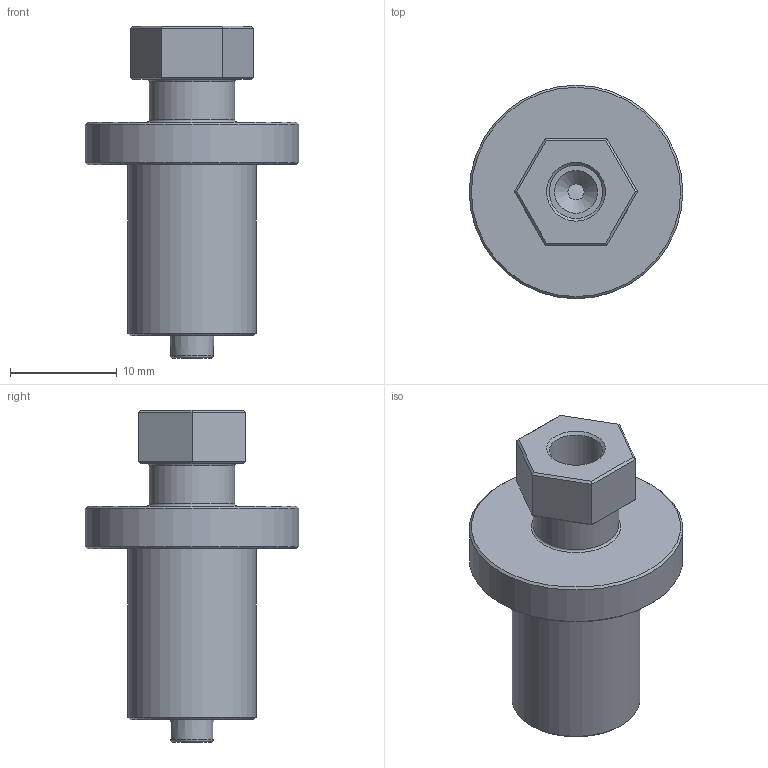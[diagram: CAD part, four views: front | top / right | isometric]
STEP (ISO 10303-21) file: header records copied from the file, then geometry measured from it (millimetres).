
FILE_DESCRIPTION((''),'1');
FILE_NAME('SolidModel-Fig-7.stp', '2015-08-18T01:30:06',(''), (''), 'KCM Version 1.1.477.0', 'Kubotek KeyCreator', '');
FILE_SCHEMA(('AUTOMOTIVE_DESIGN'));
Length unit declared in the file: millimetre
Bounding box: 20 x 20 x 31.1 mm (x, y, z)
Volume: 3504.5 mm3; surface area: 3172.4 mm2
Topology: 2 solids, 2 shells, 64 faces, 144 edges, 89 vertices
Faces by surface type: plane 28, cylinder 23, cone 6, bspline 4, torus 3
Full cylindrical faces by diameter (mm): 1.5 x1, 4 x1, 5 x1, 7 x4, 7.9 x5, 8 x1, 12 x1, 20 x1
Entity records: 3528 total; most frequent: CARTESIAN_POINT 2185, ORIENTED_EDGE 288, DIRECTION 247, EDGE_CURVE 144, AXIS2_PLACEMENT_3D 92, VERTEX_POINT 89, EDGE_LOOP 73, FACE_OUTER_BOUND 64
